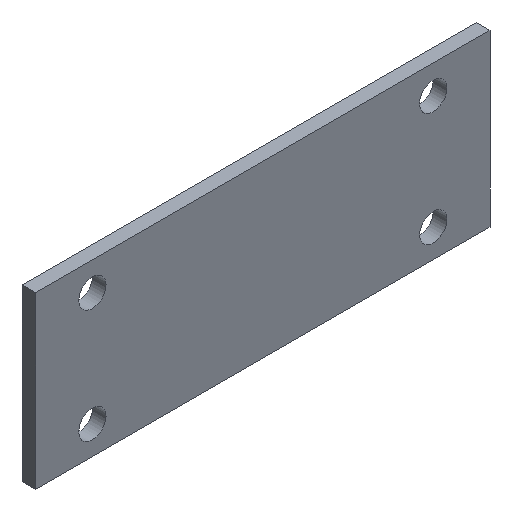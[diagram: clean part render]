
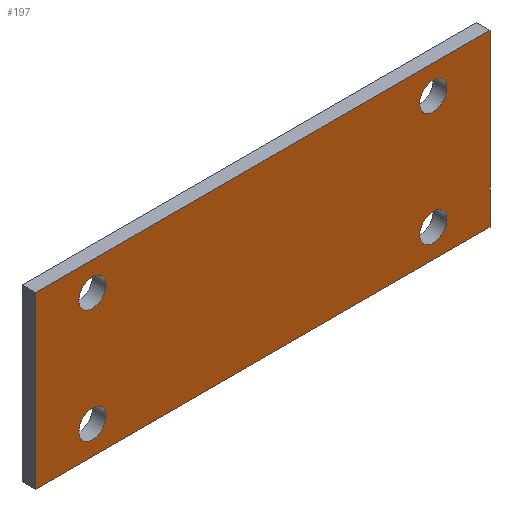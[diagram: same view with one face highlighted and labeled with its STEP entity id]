
A CAD part, isometric view. The second image highlights one B-rep face of the part: STEP entity #197.
In plain terms, the highlighted planar face has unit normal (0, -1, 0).
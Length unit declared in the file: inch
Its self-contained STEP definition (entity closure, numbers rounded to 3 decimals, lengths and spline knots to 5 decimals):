
#15=FACE_BOUND('',#48,.T.);
#16=FACE_BOUND('',#49,.T.);
#17=FACE_BOUND('',#50,.T.);
#18=FACE_BOUND('',#51,.T.);
#27=PLANE('',#237);
#37=FACE_OUTER_BOUND('',#47,.T.);
#47=EDGE_LOOP('',(#169,#170,#171,#172));
#48=EDGE_LOOP('',(#173));
#49=EDGE_LOOP('',(#174));
#50=EDGE_LOOP('',(#175));
#51=EDGE_LOOP('',(#176));
#63=LINE('',#325,#79);
#67=LINE('',#332,#83);
#70=LINE('',#338,#86);
#72=LINE('',#341,#88);
#79=VECTOR('',#273,0.3937);
#83=VECTOR('',#279,0.3937);
#86=VECTOR('',#284,0.3937);
#88=VECTOR('',#288,0.3937);
#90=CIRCLE('',#223,0.12);
#92=CIRCLE('',#226,0.12);
#94=CIRCLE('',#229,0.12);
#96=CIRCLE('',#232,0.12);
#98=VERTEX_POINT('',#297);
#100=VERTEX_POINT('',#303);
#102=VERTEX_POINT('',#309);
#104=VERTEX_POINT('',#315);
#107=VERTEX_POINT('',#322);
#108=VERTEX_POINT('',#324);
#110=VERTEX_POINT('',#330);
#112=VERTEX_POINT('',#336);
#115=EDGE_CURVE('',#98,#98,#90,.T.);
#118=EDGE_CURVE('',#100,#100,#92,.T.);
#121=EDGE_CURVE('',#102,#102,#94,.T.);
#124=EDGE_CURVE('',#104,#104,#96,.T.);
#127=EDGE_CURVE('',#107,#108,#63,.T.);
#131=EDGE_CURVE('',#110,#107,#67,.T.);
#134=EDGE_CURVE('',#112,#110,#70,.T.);
#136=EDGE_CURVE('',#108,#112,#72,.T.);
#169=ORIENTED_EDGE('',*,*,#136,.F.);
#170=ORIENTED_EDGE('',*,*,#127,.F.);
#171=ORIENTED_EDGE('',*,*,#131,.F.);
#172=ORIENTED_EDGE('',*,*,#134,.F.);
#173=ORIENTED_EDGE('',*,*,#115,.T.);
#174=ORIENTED_EDGE('',*,*,#118,.T.);
#175=ORIENTED_EDGE('',*,*,#121,.T.);
#176=ORIENTED_EDGE('',*,*,#124,.T.);
#197=ADVANCED_FACE('',(#37,#15,#16,#17,#18),#27,.F.);
#223=AXIS2_PLACEMENT_3D('',#299,#246,#247);
#226=AXIS2_PLACEMENT_3D('',#305,#253,#254);
#229=AXIS2_PLACEMENT_3D('',#311,#260,#261);
#232=AXIS2_PLACEMENT_3D('',#317,#267,#268);
#237=AXIS2_PLACEMENT_3D('',#342,#289,#290);
#246=DIRECTION('center_axis',(0.,1.,0.));
#247=DIRECTION('ref_axis',(1.,0.,0.));
#253=DIRECTION('center_axis',(0.,1.,0.));
#254=DIRECTION('ref_axis',(1.,0.,0.));
#260=DIRECTION('center_axis',(0.,1.,0.));
#261=DIRECTION('ref_axis',(1.,0.,0.));
#267=DIRECTION('center_axis',(0.,1.,0.));
#268=DIRECTION('ref_axis',(1.,0.,0.));
#273=DIRECTION('',(1.,0.,0.));
#279=DIRECTION('',(0.,0.,1.));
#284=DIRECTION('',(-1.,0.,0.));
#288=DIRECTION('',(0.,0.,-1.));
#289=DIRECTION('center_axis',(0.,1.,0.));
#290=DIRECTION('ref_axis',(0.,0.,1.));
#297=CARTESIAN_POINT('',(3.38,0.,-0.25));
#299=CARTESIAN_POINT('Origin',(3.5,0.,-0.25));
#303=CARTESIAN_POINT('',(3.38,0.,-1.25));
#305=CARTESIAN_POINT('Origin',(3.5,0.,-1.25));
#309=CARTESIAN_POINT('',(0.38,0.,-1.25));
#311=CARTESIAN_POINT('Origin',(0.5,0.,-1.25));
#315=CARTESIAN_POINT('',(0.38,0.,-0.25));
#317=CARTESIAN_POINT('Origin',(0.5,0.,-0.25));
#322=CARTESIAN_POINT('',(0.,0.,0.));
#324=CARTESIAN_POINT('',(4.,0.,0.));
#325=CARTESIAN_POINT('',(0.,0.,0.));
#330=CARTESIAN_POINT('',(0.,0.,-1.5));
#332=CARTESIAN_POINT('',(0.,0.,-1.5));
#336=CARTESIAN_POINT('',(4.,0.,-1.5));
#338=CARTESIAN_POINT('',(4.,0.,-1.5));
#341=CARTESIAN_POINT('',(4.,0.,0.));
#342=CARTESIAN_POINT('Origin',(2.,0.,-0.75));
